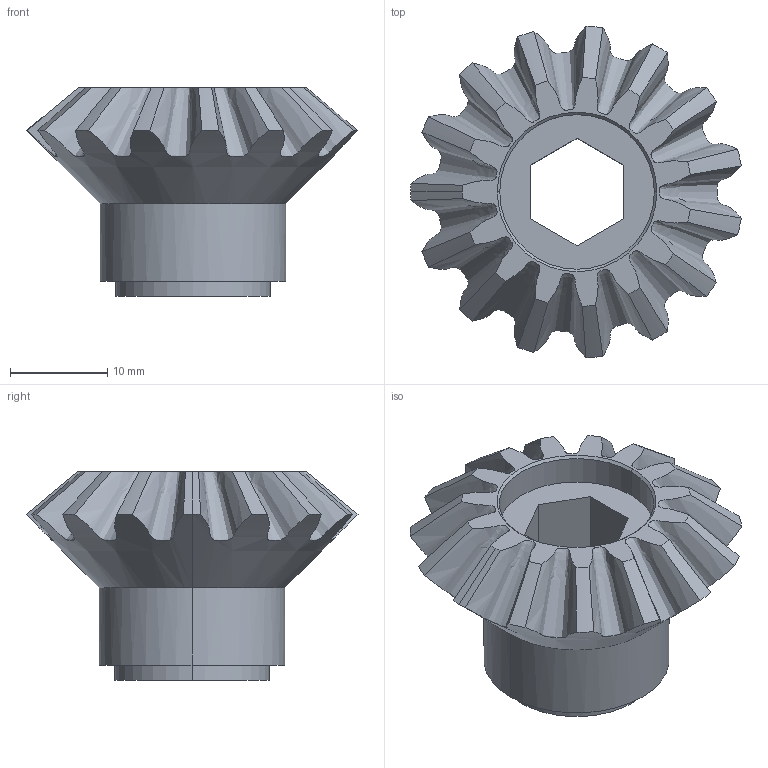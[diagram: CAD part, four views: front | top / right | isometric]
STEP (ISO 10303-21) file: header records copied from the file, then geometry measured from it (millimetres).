
FILE_DESCRIPTION (( 'STEP AP214' ), '1' );
FILE_NAME ('217-3344-STEP.STEP', '2013-12-09T15:46:24', ( '' ), ( '' ), 'SwSTEP 2.0', 'SolidWorks 2013', '' );
FILE_SCHEMA (( 'AUTOMOTIVE_DESIGN' ));
Length unit declared in the file: inch
Products named in the file (1): 217-3344-STEP
Bounding box: 33.93 x 34.1 x 21.46 mm (x, y, z)
Volume: 6715.1 mm3; surface area: 3598.8 mm2
Topology: 1 solids, 1 shells, 51 faces, 136 edges, 89 vertices
Faces by surface type: cone 20, bspline 15, plane 10, cylinder 6
Entity records: 7322 total; most frequent: CARTESIAN_POINT 6132, ORIENTED_EDGE 272, DIRECTION 191, EDGE_CURVE 136, VERTEX_POINT 89, AXIS2_PLACEMENT_3D 81, B_SPLINE_CURVE_WITH_KNOTS 63, EDGE_LOOP 55
